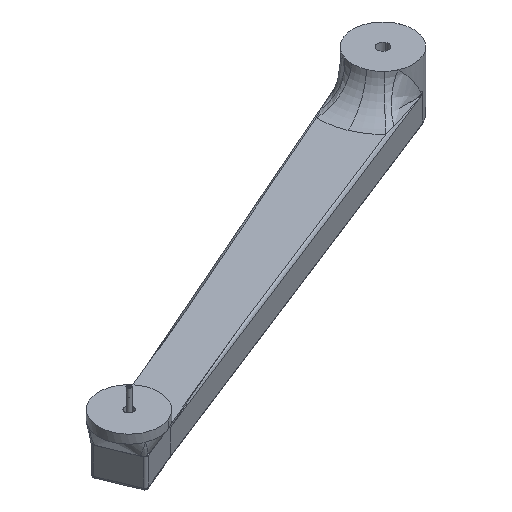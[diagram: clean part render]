
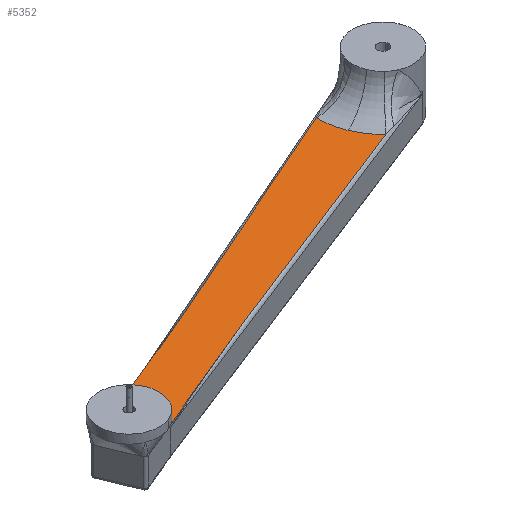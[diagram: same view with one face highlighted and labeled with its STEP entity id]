
A CAD part, isometric view. The second image highlights one B-rep face of the part: STEP entity #5352.
In plain terms, the highlighted planar face has unit normal (0, 0, 1).
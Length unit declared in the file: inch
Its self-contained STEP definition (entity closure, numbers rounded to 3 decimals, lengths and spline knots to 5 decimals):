
#45 = VERTEX_POINT ( 'NONE', #1073 ) ;
#115 = EDGE_LOOP ( 'NONE', ( #1130, #3173, #466, #1753, #4093, #1882, #2298, #5925, #6495 ) ) ;
#424 = AXIS2_PLACEMENT_3D ( 'NONE', #3302, #1262, #2226 ) ;
#466 = ORIENTED_EDGE ( 'NONE', *, *, #3209, .T. ) ;
#543 = ORIENTED_EDGE ( 'NONE', *, *, #2022, .F. ) ;
#617 = VECTOR ( 'NONE', #1250, 39.37008 ) ;
#653 = LINE ( 'NONE', #2800, #4237 ) ;
#733 = CARTESIAN_POINT ( 'NONE',  ( 16.22855, 15.31575, 18.89269 ) ) ;
#790 = VERTEX_POINT ( 'NONE', #4471 ) ;
#828 = VERTEX_POINT ( 'NONE', #6589 ) ;
#915 = EDGE_CURVE ( 'NONE', #4411, #790, #942, .T. ) ;
#942 = CIRCLE ( 'NONE', #4971, 2.9404 ) ;
#1073 = CARTESIAN_POINT ( 'NONE',  ( -4.42207, 7.17752, 18.89269 ) ) ;
#1114 = DIRECTION ( 'NONE',  ( 0.931, 0.365, 0. ) ) ;
#1130 = ORIENTED_EDGE ( 'NONE', *, *, #1373, .T. ) ;
#1216 = LINE ( 'NONE', #4906, #2483 ) ;
#1250 = DIRECTION ( 'NONE',  ( 0.383, -0.924, 0. ) ) ;
#1257 = AXIS2_PLACEMENT_3D ( 'NONE', #4097, #4170, #3075 ) ;
#1262 = DIRECTION ( 'NONE',  ( 0., 0., -1. ) ) ;
#1265 = DIRECTION ( 'NONE',  ( 0., 0., 1. ) ) ;
#1278 = AXIS2_PLACEMENT_3D ( 'NONE', #1421, #6534, #5002 ) ;
#1334 = EDGE_CURVE ( 'NONE', #4720, #1381, #1216, .T. ) ;
#1373 = EDGE_CURVE ( 'NONE', #4720, #4411, #3287, .T. ) ;
#1381 = VERTEX_POINT ( 'NONE', #4808 ) ;
#1421 = CARTESIAN_POINT ( 'NONE',  ( -4.31297, 7.22276, 18.89269 ) ) ;
#1432 = VERTEX_POINT ( 'NONE', #5882 ) ;
#1520 = FACE_BOUND ( 'NONE', #2732, .T. ) ;
#1584 = EDGE_CURVE ( 'NONE', #6587, #1432, #4072, .T. ) ;
#1609 = DIRECTION ( 'NONE',  ( -0.924, -0.383, 0. ) ) ;
#1686 = ORIENTED_EDGE ( 'NONE', *, *, #5437, .F. ) ;
#1753 = ORIENTED_EDGE ( 'NONE', *, *, #4151, .T. ) ;
#1805 = CARTESIAN_POINT ( 'NONE',  ( 2.30359, 11.96968, 18.89269 ) ) ;
#1865 = CARTESIAN_POINT ( 'NONE',  ( 15.28855, 17.65233, 18.89269 ) ) ;
#1882 = ORIENTED_EDGE ( 'NONE', *, *, #3431, .T. ) ;
#2022 = EDGE_CURVE ( 'NONE', #5145, #5746, #2565, .T. ) ;
#2089 = EDGE_CURVE ( 'NONE', #4836, #828, #2091, .T. ) ;
#2091 = LINE ( 'NONE', #6269, #4114 ) ;
#2226 = DIRECTION ( 'NONE',  ( -0.924, -0.383, 0. ) ) ;
#2228 = CARTESIAN_POINT ( 'NONE',  ( -3.2662, 9.53215, 18.89269 ) ) ;
#2298 = ORIENTED_EDGE ( 'NONE', *, *, #3603, .T. ) ;
#2483 = VECTOR ( 'NONE', #6361, 39.37008 ) ;
#2563 = DIRECTION ( 'NONE',  ( -0.924, -0.383, 0. ) ) ;
#2565 = LINE ( 'NONE', #3166, #4441 ) ;
#2732 = EDGE_LOOP ( 'NONE', ( #543, #1686, #5438, #6015 ) ) ;
#2800 = CARTESIAN_POINT ( 'NONE',  ( -4.97652, 8.82292, 18.89269 ) ) ;
#2823 = LINE ( 'NONE', #2854, #617 ) ;
#2854 = CARTESIAN_POINT ( 'NONE',  ( -4.75385, 7.9776, 18.89269 ) ) ;
#3013 = CIRCLE ( 'NONE', #5300, 0.11811 ) ;
#3075 = DIRECTION ( 'NONE',  ( -0.924, -0.383, 0. ) ) ;
#3081 = CARTESIAN_POINT ( 'NONE',  ( -4.97652, 8.82292, 18.89269 ) ) ;
#3121 = VECTOR ( 'NONE', #5328, 39.37008 ) ;
#3164 = CARTESIAN_POINT ( 'NONE',  ( 3.06133, 10.15285, 18.89269 ) ) ;
#3166 = CARTESIAN_POINT ( 'NONE',  ( -4.31297, 7.22276, 18.89269 ) ) ;
#3173 = ORIENTED_EDGE ( 'NONE', *, *, #915, .T. ) ;
#3209 = EDGE_CURVE ( 'NONE', #790, #6478, #5288, .T. ) ;
#3287 = LINE ( 'NONE', #733, #3998 ) ;
#3302 = CARTESIAN_POINT ( 'NONE',  ( 15.79365, 16.49817, 18.89269 ) ) ;
#3319 = EDGE_CURVE ( 'NONE', #5746, #6587, #5869, .T. ) ;
#3431 = EDGE_CURVE ( 'NONE', #828, #5212, #3013, .T. ) ;
#3515 = CARTESIAN_POINT ( 'NONE',  ( 15.79365, 16.49817, 18.89269 ) ) ;
#3544 = CARTESIAN_POINT ( 'NONE',  ( -2.60265, 7.93199, 18.89269 ) ) ;
#3603 = EDGE_CURVE ( 'NONE', #5212, #45, #2823, .T. ) ;
#3938 = DIRECTION ( 'NONE',  ( -0.916, -0.401, 0. ) ) ;
#3998 = VECTOR ( 'NONE', #1114, 39.37008 ) ;
#4072 = LINE ( 'NONE', #3081, #5196 ) ;
#4084 = CARTESIAN_POINT ( 'NONE',  ( -4.97652, 8.82292, 18.89269 ) ) ;
#4093 = ORIENTED_EDGE ( 'NONE', *, *, #2089, .T. ) ;
#4097 = CARTESIAN_POINT ( 'NONE',  ( 15.79365, 16.49817, 18.89269 ) ) ;
#4114 = VECTOR ( 'NONE', #1609, 39.37008 ) ;
#4129 = EDGE_CURVE ( 'NONE', #45, #1381, #5850, .T. ) ;
#4151 = EDGE_CURVE ( 'NONE', #6478, #4836, #6598, .T. ) ;
#4170 = DIRECTION ( 'NONE',  ( 0., 0., -1. ) ) ;
#4237 = VECTOR ( 'NONE', #4299, 39.37008 ) ;
#4299 = DIRECTION ( 'NONE',  ( 0.383, -0.924, 0. ) ) ;
#4411 = VERTEX_POINT ( 'NONE', #6146 ) ;
#4441 = VECTOR ( 'NONE', #6340, 39.37008 ) ;
#4471 = CARTESIAN_POINT ( 'NONE',  ( 13.07751, 15.37186, 18.89269 ) ) ;
#4589 = CARTESIAN_POINT ( 'NONE',  ( -5.08562, 8.77768, 18.89269 ) ) ;
#4720 = VERTEX_POINT ( 'NONE', #3164 ) ;
#4776 = VECTOR ( 'NONE', #3938, 39.37008 ) ;
#4808 = CARTESIAN_POINT ( 'NONE',  ( -4.26773, 7.11366, 18.89269 ) ) ;
#4836 = VERTEX_POINT ( 'NONE', #1805 ) ;
#4906 = CARTESIAN_POINT ( 'NONE',  ( 16.17066, 15.58899, 18.89269 ) ) ;
#4971 = AXIS2_PLACEMENT_3D ( 'NONE', #3515, #5087, #2563 ) ;
#5002 = DIRECTION ( 'NONE',  ( -0.924, -0.383, 0. ) ) ;
#5087 = DIRECTION ( 'NONE',  ( 0., 0., -1. ) ) ;
#5129 = CARTESIAN_POINT ( 'NONE',  ( 12.85459, 16.58715, 18.89269 ) ) ;
#5145 = VERTEX_POINT ( 'NONE', #5600 ) ;
#5196 = VECTOR ( 'NONE', #6151, 39.37008 ) ;
#5212 = VERTEX_POINT ( 'NONE', #4589 ) ;
#5286 = PLANE ( 'NONE',  #424 ) ;
#5288 = CIRCLE ( 'NONE', #1257, 2.9404 ) ;
#5300 = AXIS2_PLACEMENT_3D ( 'NONE', #4084, #1265, #5621 ) ;
#5328 = DIRECTION ( 'NONE',  ( -0.383, 0.924, 0. ) ) ;
#5352 = ADVANCED_FACE ( 'NONE', ( #1520, #5357 ), #5286, .F. ) ;
#5357 = FACE_OUTER_BOUND ( 'NONE', #115, .T. ) ;
#5437 = EDGE_CURVE ( 'NONE', #1432, #5145, #653, .T. ) ;
#5438 = ORIENTED_EDGE ( 'NONE', *, *, #1584, .F. ) ;
#5600 = CARTESIAN_POINT ( 'NONE',  ( -4.31297, 7.22276, 18.89269 ) ) ;
#5621 = DIRECTION ( 'NONE',  ( -0.924, -0.383, 0. ) ) ;
#5746 = VERTEX_POINT ( 'NONE', #3544 ) ;
#5850 = CIRCLE ( 'NONE', #1278, 0.11811 ) ;
#5869 = LINE ( 'NONE', #2228, #3121 ) ;
#5882 = CARTESIAN_POINT ( 'NONE',  ( -4.97652, 8.82292, 18.89269 ) ) ;
#5894 = CARTESIAN_POINT ( 'NONE',  ( -3.2662, 9.53215, 18.89269 ) ) ;
#5925 = ORIENTED_EDGE ( 'NONE', *, *, #4129, .T. ) ;
#6015 = ORIENTED_EDGE ( 'NONE', *, *, #3319, .F. ) ;
#6146 = CARTESIAN_POINT ( 'NONE',  ( 13.77985, 14.35561, 18.89269 ) ) ;
#6151 = DIRECTION ( 'NONE',  ( -0.924, -0.383, 0. ) ) ;
#6269 = CARTESIAN_POINT ( 'NONE',  ( 15.41663, 17.40736, 18.89269 ) ) ;
#6340 = DIRECTION ( 'NONE',  ( 0.924, 0.383, 0. ) ) ;
#6361 = DIRECTION ( 'NONE',  ( -0.924, -0.383, 0. ) ) ;
#6478 = VERTEX_POINT ( 'NONE', #5129 ) ;
#6495 = ORIENTED_EDGE ( 'NONE', *, *, #1334, .F. ) ;
#6534 = DIRECTION ( 'NONE',  ( 0., 0., 1. ) ) ;
#6587 = VERTEX_POINT ( 'NONE', #5894 ) ;
#6589 = CARTESIAN_POINT ( 'NONE',  ( -5.02176, 8.93202, 18.89269 ) ) ;
#6598 = LINE ( 'NONE', #1865, #4776 ) ;
